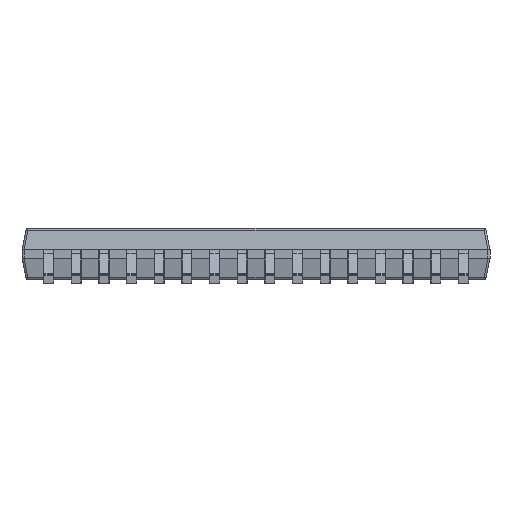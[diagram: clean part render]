
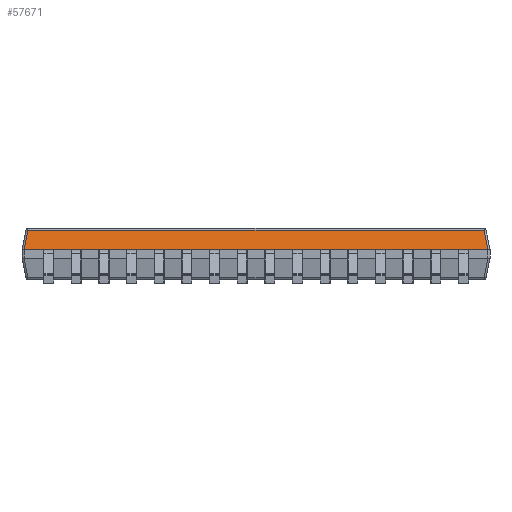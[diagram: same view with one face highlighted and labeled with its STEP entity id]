
A CAD part, left-side view. The second image highlights one B-rep face of the part: STEP entity #57671.
In plain terms, the highlighted planar face has unit normal (-0.981, 0, 0.196).
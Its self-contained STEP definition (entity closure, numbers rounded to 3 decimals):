
#162 = CARTESIAN_POINT ( 'NONE',  ( -2.958, 5.359, 1.16 ) ) ;
#2403 = DIRECTION ( 'NONE',  ( -0.981, 0., 0.196 ) ) ;
#5755 = CARTESIAN_POINT ( 'NONE',  ( -3.05, -5.45, 0.7 ) ) ;
#7156 = EDGE_CURVE ( 'NONE', #12051, #65531, #71439, .T. ) ;
#7994 = LINE ( 'NONE', #85519, #81179 ) ;
#8196 = DIRECTION ( 'NONE',  ( 0., 1., 0. ) ) ;
#8522 = EDGE_CURVE ( 'NONE', #65531, #17165, #7994, .T. ) ;
#10357 = ORIENTED_EDGE ( 'NONE', *, *, #8522, .T. ) ;
#10978 = ORIENTED_EDGE ( 'NONE', *, *, #7156, .T. ) ;
#12051 = VERTEX_POINT ( 'NONE', #59116 ) ;
#13587 = VERTEX_POINT ( 'NONE', #15961 ) ;
#14937 = VECTOR ( 'NONE', #76655, 1000. ) ;
#15961 = CARTESIAN_POINT ( 'NONE',  ( -3.05, -5.45, 0.7 ) ) ;
#17165 = VERTEX_POINT ( 'NONE', #87310 ) ;
#21623 = DIRECTION ( 'NONE',  ( 0., 1., 0. ) ) ;
#23210 = PLANE ( 'NONE',  #50976 ) ;
#25028 = DIRECTION ( 'NONE',  ( 0., 1., 0. ) ) ;
#25108 = CARTESIAN_POINT ( 'NONE',  ( -3.05, 5.45, 0.7 ) ) ;
#25198 = CARTESIAN_POINT ( 'NONE',  ( -3.05, -5.451, 0.7 ) ) ;
#27839 = DIRECTION ( 'NONE',  ( -0.192, 0.192, -0.962 ) ) ;
#28503 = LINE ( 'NONE', #70967, #71417 ) ;
#30096 = CARTESIAN_POINT ( 'NONE',  ( -2.95, 0., 1.2 ) ) ;
#31884 = CARTESIAN_POINT ( 'NONE',  ( -3.05, 5.45, 0.7 ) ) ;
#32024 =( BOUNDED_CURVE ( )  B_SPLINE_CURVE ( 3, ( #32509, #5755, #33870, #25198 ),
 .UNSPECIFIED., .F., .F. ) 
 B_SPLINE_CURVE_WITH_KNOTS ( ( 4, 4 ),
 ( 0., 0.019 ),
 .UNSPECIFIED. ) 
 CURVE ( )  GEOMETRIC_REPRESENTATION_ITEM ( )  RATIONAL_B_SPLINE_CURVE ( ( 1., 1., 1., 1. ) ) 
 REPRESENTATION_ITEM ( '' )  );
#32509 = CARTESIAN_POINT ( 'NONE',  ( -3.05, -5.45, 0.7 ) ) ;
#32856 = ORIENTED_EDGE ( 'NONE', *, *, #70944, .T. ) ;
#33870 = CARTESIAN_POINT ( 'NONE',  ( -3.05, -5.451, 0.7 ) ) ;
#38794 = CARTESIAN_POINT ( 'NONE',  ( -3.05, 5.451, 0.7 ) ) ;
#39002 = VERTEX_POINT ( 'NONE', #81570 ) ;
#39482 = EDGE_LOOP ( 'NONE', ( #74994, #55539, #32856, #10978, #10357, #43066 ) ) ;
#42710 = EDGE_CURVE ( 'NONE', #13587, #39002, #32024, .T. ) ;
#42771 = CARTESIAN_POINT ( 'NONE',  ( -2.958, 0., 1.16 ) ) ;
#43066 = ORIENTED_EDGE ( 'NONE', *, *, #80349, .T. ) ;
#48933 = FACE_OUTER_BOUND ( 'NONE', #39482, .T. ) ;
#50976 = AXIS2_PLACEMENT_3D ( 'NONE', #30096, #2403, #25028 ) ;
#51059 = EDGE_CURVE ( 'NONE', #13587, #81344, #28503, .T. ) ;
#54787 = VECTOR ( 'NONE', #21623, 1000. ) ;
#55539 = ORIENTED_EDGE ( 'NONE', *, *, #42710, .T. ) ;
#56139 =( BOUNDED_CURVE ( )  B_SPLINE_CURVE ( 3, ( #38794, #87760, #31884, #66608 ),
 .UNSPECIFIED., .F., .F. ) 
 B_SPLINE_CURVE_WITH_KNOTS ( ( 4, 4 ),
 ( 6.264, 6.283 ),
 .UNSPECIFIED. ) 
 CURVE ( )  GEOMETRIC_REPRESENTATION_ITEM ( )  RATIONAL_B_SPLINE_CURVE ( ( 1., 1., 1., 1. ) ) 
 REPRESENTATION_ITEM ( '' )  );
#57671 = ADVANCED_FACE ( 'NONE', ( #48933 ), #23210, .T. ) ;
#59116 = CARTESIAN_POINT ( 'NONE',  ( -2.958, -5.359, 1.16 ) ) ;
#65531 = VERTEX_POINT ( 'NONE', #162 ) ;
#66608 = CARTESIAN_POINT ( 'NONE',  ( -3.05, 5.45, 0.7 ) ) ;
#70944 = EDGE_CURVE ( 'NONE', #39002, #12051, #89941, .T. ) ;
#70967 = CARTESIAN_POINT ( 'NONE',  ( -3.05, 5.5, 0.7 ) ) ;
#71417 = VECTOR ( 'NONE', #8196, 1000. ) ;
#71439 = LINE ( 'NONE', #42771, #54787 ) ;
#74994 = ORIENTED_EDGE ( 'NONE', *, *, #51059, .F. ) ;
#76655 = DIRECTION ( 'NONE',  ( 0.192, 0.192, 0.962 ) ) ;
#80349 = EDGE_CURVE ( 'NONE', #17165, #81344, #56139, .T. ) ;
#81179 = VECTOR ( 'NONE', #27839, 1000. ) ;
#81344 = VERTEX_POINT ( 'NONE', #25108 ) ;
#81570 = CARTESIAN_POINT ( 'NONE',  ( -3.05, -5.451, 0.7 ) ) ;
#83565 = CARTESIAN_POINT ( 'NONE',  ( -2.752, -5.153, 2.191 ) ) ;
#85519 = CARTESIAN_POINT ( 'NONE',  ( -2.752, 5.153, 2.191 ) ) ;
#87310 = CARTESIAN_POINT ( 'NONE',  ( -3.05, 5.451, 0.7 ) ) ;
#87760 = CARTESIAN_POINT ( 'NONE',  ( -3.05, 5.451, 0.7 ) ) ;
#89941 = LINE ( 'NONE', #83565, #14937 ) ;
